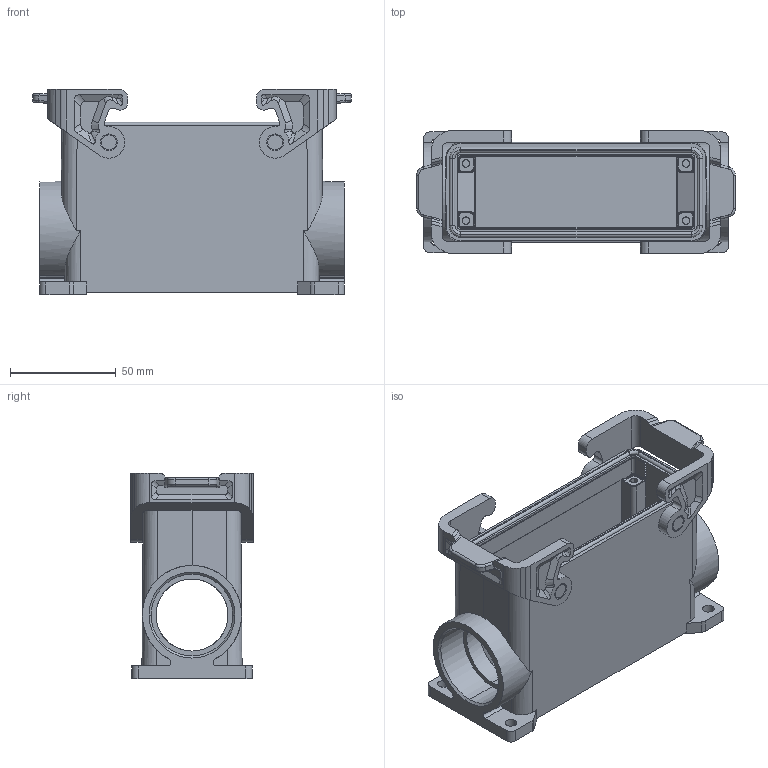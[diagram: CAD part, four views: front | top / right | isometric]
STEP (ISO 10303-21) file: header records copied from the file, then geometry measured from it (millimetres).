
FILE_DESCRIPTION(('Creo Elements/Direct Modeling STEP Export'),'2;1');
FILE_NAME('37jbk2e5h25hbht4344','2022-02-04T11:05:28',(''),(''),'Creo Elements/Direct Modeling STEP processor for AP214 (Solid Model)','Creo Elements/Direct Modeling 20.1B 02-Apr-2019 (C) Parametric Technology GmbH','');
FILE_SCHEMA(('AUTOMOTIVE_DESIGN { 1 0 10303 214 1 1 1 1 }'));
Length unit declared in the file: millimetre
Products named in the file (2): TAPH 24-240
Assembly tree (1 placements, depth 2):
  TAPH 24-240
    TAPH 24-240
Bounding box: 150.5 x 58 x 96.9 mm (x, y, z)
Volume: 208954.3 mm3; surface area: 84159.6 mm2
Topology: 1 solids, 1 shells, 605 faces, 1702 edges, 1120 vertices
Faces by surface type: plane 355, cylinder 198, bspline 20, torus 20, cone 12
Entity records: 30123 total; most frequent: CARTESIAN_POINT 11629, ORIENTED_EDGE 3404, DIRECTION 2816, EDGE_CURVE 1702, VERTEX_POINT 1120, VECTOR 994, LINE 994, AXIS2_PLACEMENT_3D 911
